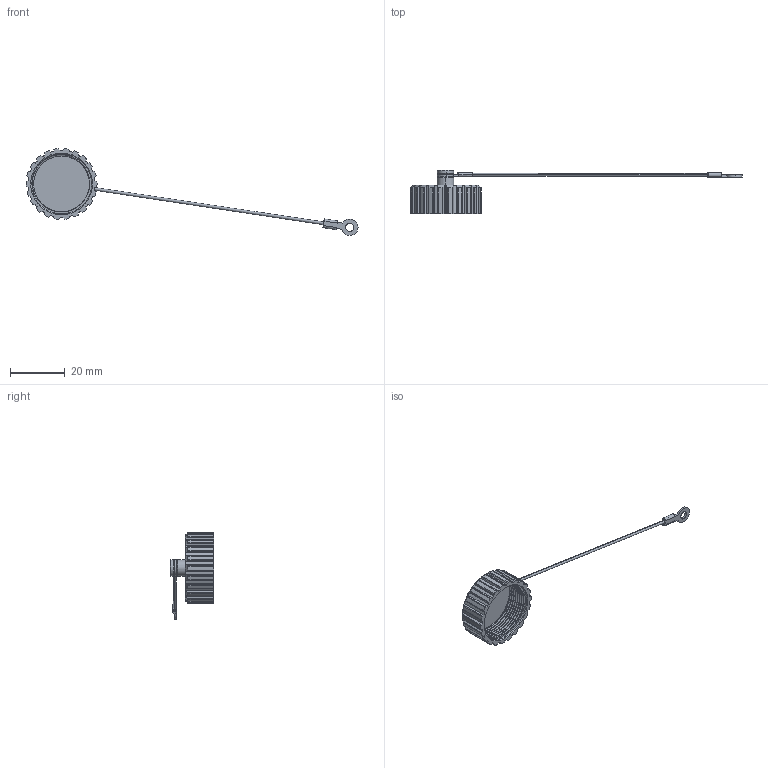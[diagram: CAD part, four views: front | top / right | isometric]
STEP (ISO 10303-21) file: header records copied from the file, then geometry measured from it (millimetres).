
FILE_DESCRIPTION (( 'STEP AP203' ), '1' );
FILE_NAME ('P412(PCNM23X1.0-0).STEP', '2020-04-25T02:26:44', ( 'edpusr' ), ( 'Microsoft' ), 'SwSTEP 2.0', 'SolidWorks 2015', '' );
FILE_SCHEMA (( 'CONFIG_CONTROL_DESIGN' ));
Length unit declared in the file: millimetre
Products named in the file (1): P412(PCNM23X1.0-0)
Bounding box: 121.51 x 16 x 31.81 mm (x, y, z)
Volume: 2565.4 mm3; surface area: 4374.2 mm2
Topology: 4 solids, 4 shells, 254 faces, 706 edges, 463 vertices
Faces by surface type: plane 135, cylinder 97, cone 18, bspline 4
Entity records: 10323 total; most frequent: CARTESIAN_POINT 3863, ORIENTED_EDGE 1408, DIRECTION 1275, EDGE_CURVE 704, VERTEX_POINT 463, AXIS2_PLACEMENT_3D 449, VECTOR 377, LINE 377
